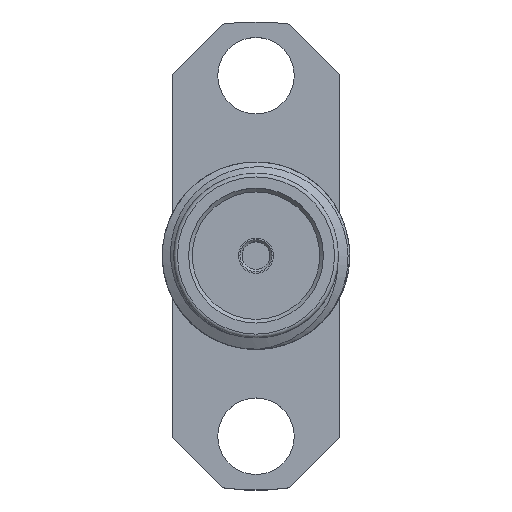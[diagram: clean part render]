
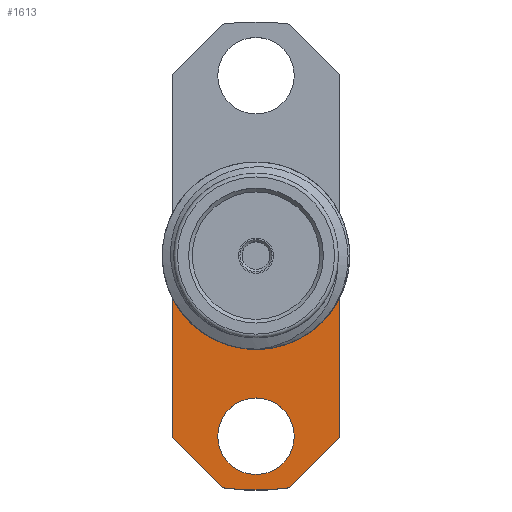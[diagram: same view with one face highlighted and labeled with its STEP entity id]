
A CAD part, top view. The second image highlights one B-rep face of the part: STEP entity #1613.
In plain terms, the highlighted planar face has unit normal (0, 0, 1).
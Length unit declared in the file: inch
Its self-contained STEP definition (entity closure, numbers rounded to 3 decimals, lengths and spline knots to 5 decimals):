
#97 = FACE_BOUND ( 'NONE', #2594, .T. ) ;
#125 = CIRCLE ( 'NONE', #239, 0.11989 ) ;
#239 = AXIS2_PLACEMENT_3D ( 'NONE', #563, #2679, #1366 ) ;
#452 = DIRECTION ( 'NONE',  ( 1., 0., 0. ) ) ;
#479 = VERTEX_POINT ( 'NONE', #2222 ) ;
#516 = VERTEX_POINT ( 'NONE', #2504 ) ;
#518 = VECTOR ( 'NONE', #1828, 39.37008 ) ;
#548 = DIRECTION ( 'NONE',  ( 0., -1., 0. ) ) ;
#561 = VERTEX_POINT ( 'NONE', #1604 ) ;
#563 = CARTESIAN_POINT ( 'NONE',  ( 0., 0., -0.31 ) ) ;
#700 = EDGE_CURVE ( 'NONE', #1995, #479, #2210, .T. ) ;
#737 = AXIS2_PLACEMENT_3D ( 'NONE', #1147, #2179, #3232 ) ;
#749 = DIRECTION ( 'NONE',  ( 0., 0., 1. ) ) ;
#772 = ORIENTED_EDGE ( 'NONE', *, *, #700, .T. ) ;
#787 = LINE ( 'NONE', #978, #518 ) ;
#969 = EDGE_CURVE ( 'NONE', #516, #1672, #1926, .T. ) ;
#978 = CARTESIAN_POINT ( 'NONE',  ( -0.0415, -0.3125, -0.31 ) ) ;
#1038 = EDGE_CURVE ( 'NONE', #561, #561, #1873, .T. ) ;
#1098 = ORIENTED_EDGE ( 'NONE', *, *, #969, .T. ) ;
#1147 = CARTESIAN_POINT ( 'NONE',  ( 0., 0., -0.31 ) ) ;
#1217 = AXIS2_PLACEMENT_3D ( 'NONE', #2738, #749, #452 ) ;
#1329 = DIRECTION ( 'NONE',  ( 0.707, 0.707, 0. ) ) ;
#1366 = DIRECTION ( 'NONE',  ( -1., 0., 0. ) ) ;
#1382 = FACE_OUTER_BOUND ( 'NONE', #3004, .T. ) ;
#1514 = DIRECTION ( 'NONE',  ( 0., 0., 1. ) ) ;
#1546 = AXIS2_PLACEMENT_3D ( 'NONE', #2809, #1514, #2296 ) ;
#1575 = VERTEX_POINT ( 'NONE', #2942 ) ;
#1595 = EDGE_CURVE ( 'NONE', #479, #3041, #125, .T. ) ;
#1604 = CARTESIAN_POINT ( 'NONE',  ( 0.051, -0.2405, -0.31 ) ) ;
#1613 = ADVANCED_FACE ( 'NONE', ( #97, #1382 ), #1849, .F. ) ;
#1664 = VECTOR ( 'NONE', #548, 39.37008 ) ;
#1672 = VERTEX_POINT ( 'NONE', #2376 ) ;
#1828 = DIRECTION ( 'NONE',  ( 0.707, -0.707, 0. ) ) ;
#1849 = PLANE ( 'NONE',  #737 ) ;
#1873 = CIRCLE ( 'NONE', #1217, 0.051 ) ;
#1884 = CARTESIAN_POINT ( 'NONE',  ( -0.1115, -0.04406, -0.31 ) ) ;
#1926 = CIRCLE ( 'NONE', #1546, 0.3125 ) ;
#1995 = VERTEX_POINT ( 'NONE', #3076 ) ;
#2096 = CARTESIAN_POINT ( 'NONE',  ( 0.1115, -0.2425, -0.31 ) ) ;
#2175 = EDGE_CURVE ( 'NONE', #1672, #1995, #2642, .T. ) ;
#2179 = DIRECTION ( 'NONE',  ( 0., 0., -1. ) ) ;
#2191 = CARTESIAN_POINT ( 'NONE',  ( 0.1115, -0.3125, -0.31 ) ) ;
#2210 = LINE ( 'NONE', #2191, #2687 ) ;
#2222 = CARTESIAN_POINT ( 'NONE',  ( 0.1115, -0.04406, -0.31 ) ) ;
#2273 = ORIENTED_EDGE ( 'NONE', *, *, #3267, .T. ) ;
#2296 = DIRECTION ( 'NONE',  ( 1., 0., 0. ) ) ;
#2376 = CARTESIAN_POINT ( 'NONE',  ( 0.04472, -0.30928, -0.31 ) ) ;
#2444 = LINE ( 'NONE', #2890, #1664 ) ;
#2504 = CARTESIAN_POINT ( 'NONE',  ( -0.04472, -0.30928, -0.31 ) ) ;
#2576 = ORIENTED_EDGE ( 'NONE', *, *, #2823, .T. ) ;
#2594 = EDGE_LOOP ( 'NONE', ( #2760 ) ) ;
#2642 = LINE ( 'NONE', #2096, #3193 ) ;
#2679 = DIRECTION ( 'NONE',  ( 0., 0., -1. ) ) ;
#2687 = VECTOR ( 'NONE', #3245, 39.37008 ) ;
#2738 = CARTESIAN_POINT ( 'NONE',  ( 0., -0.2405, -0.31 ) ) ;
#2760 = ORIENTED_EDGE ( 'NONE', *, *, #1038, .F. ) ;
#2809 = CARTESIAN_POINT ( 'NONE',  ( 0., 0., -0.31 ) ) ;
#2823 = EDGE_CURVE ( 'NONE', #3041, #1575, #2444, .T. ) ;
#2890 = CARTESIAN_POINT ( 'NONE',  ( -0.1115, -0.3125, -0.31 ) ) ;
#2941 = ORIENTED_EDGE ( 'NONE', *, *, #2175, .T. ) ;
#2942 = CARTESIAN_POINT ( 'NONE',  ( -0.1115, -0.2425, -0.31 ) ) ;
#3004 = EDGE_LOOP ( 'NONE', ( #772, #3269, #2576, #2273, #1098, #2941 ) ) ;
#3041 = VERTEX_POINT ( 'NONE', #1884 ) ;
#3076 = CARTESIAN_POINT ( 'NONE',  ( 0.1115, -0.2425, -0.31 ) ) ;
#3193 = VECTOR ( 'NONE', #1329, 39.37008 ) ;
#3232 = DIRECTION ( 'NONE',  ( 0., -1., 0. ) ) ;
#3245 = DIRECTION ( 'NONE',  ( 0., 1., 0. ) ) ;
#3267 = EDGE_CURVE ( 'NONE', #1575, #516, #787, .T. ) ;
#3269 = ORIENTED_EDGE ( 'NONE', *, *, #1595, .T. ) ;
